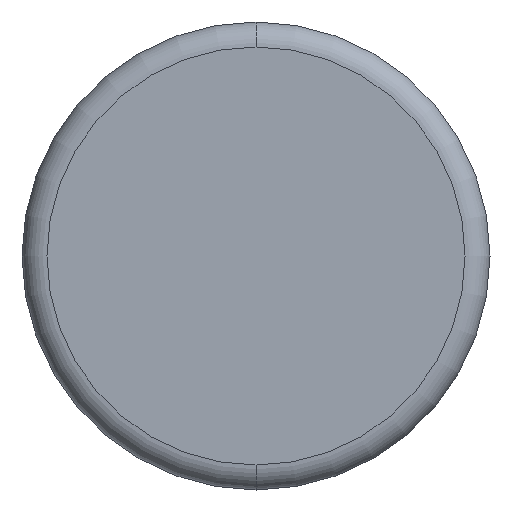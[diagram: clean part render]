
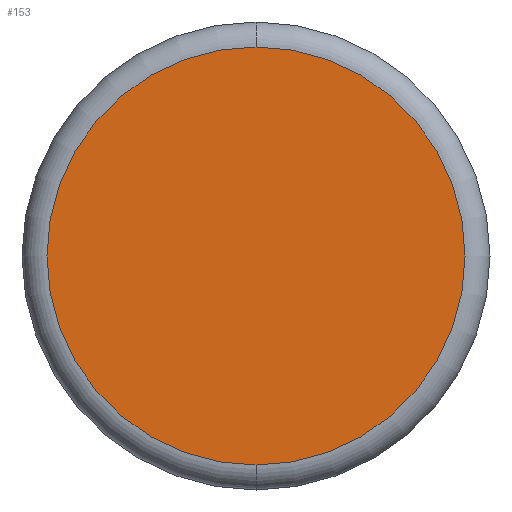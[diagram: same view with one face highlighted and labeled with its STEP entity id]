
A CAD part, front view. The second image highlights one B-rep face of the part: STEP entity #153.
In plain terms, the highlighted planar face has unit normal (0, -1, 0).
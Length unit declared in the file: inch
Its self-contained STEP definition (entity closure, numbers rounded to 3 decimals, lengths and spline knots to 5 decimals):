
#3 = ORIENTED_EDGE ( 'NONE', *, *, #251, .T. ) ;
#60 = CARTESIAN_POINT ( 'NONE',  ( 0., 0., 0.08375 ) ) ;
#89 = VERTEX_POINT ( 'NONE', #60 ) ;
#102 = AXIS2_PLACEMENT_3D ( 'NONE', #359, #190, #527 ) ;
#106 = EDGE_LOOP ( 'NONE', ( #3, #483 ) ) ;
#135 = DIRECTION ( 'NONE',  ( 0., 0., -1. ) ) ;
#153 = ADVANCED_FACE ( 'NONE', ( #340 ), #300, .T. ) ;
#173 = AXIS2_PLACEMENT_3D ( 'NONE', #323, #267, #403 ) ;
#190 = DIRECTION ( 'NONE',  ( 0., -1., 0. ) ) ;
#238 = AXIS2_PLACEMENT_3D ( 'NONE', #482, #406, #135 ) ;
#251 = EDGE_CURVE ( 'NONE', #366, #89, #465, .T. ) ;
#267 = DIRECTION ( 'NONE',  ( 0., -1., 0. ) ) ;
#300 = PLANE ( 'NONE',  #102 ) ;
#307 = EDGE_CURVE ( 'NONE', #89, #366, #408, .T. ) ;
#323 = CARTESIAN_POINT ( 'NONE',  ( 0., 0., 0. ) ) ;
#340 = FACE_OUTER_BOUND ( 'NONE', #106, .T. ) ;
#359 = CARTESIAN_POINT ( 'NONE',  ( 0., 0., 0. ) ) ;
#366 = VERTEX_POINT ( 'NONE', #374 ) ;
#374 = CARTESIAN_POINT ( 'NONE',  ( 0., 0., -0.08375 ) ) ;
#403 = DIRECTION ( 'NONE',  ( 0., 0., -1. ) ) ;
#406 = DIRECTION ( 'NONE',  ( 0., -1., 0. ) ) ;
#408 = CIRCLE ( 'NONE', #238, 0.08375 ) ;
#465 = CIRCLE ( 'NONE', #173, 0.08375 ) ;
#482 = CARTESIAN_POINT ( 'NONE',  ( 0., 0., 0. ) ) ;
#483 = ORIENTED_EDGE ( 'NONE', *, *, #307, .T. ) ;
#527 = DIRECTION ( 'NONE',  ( 0., 0., -1. ) ) ;
